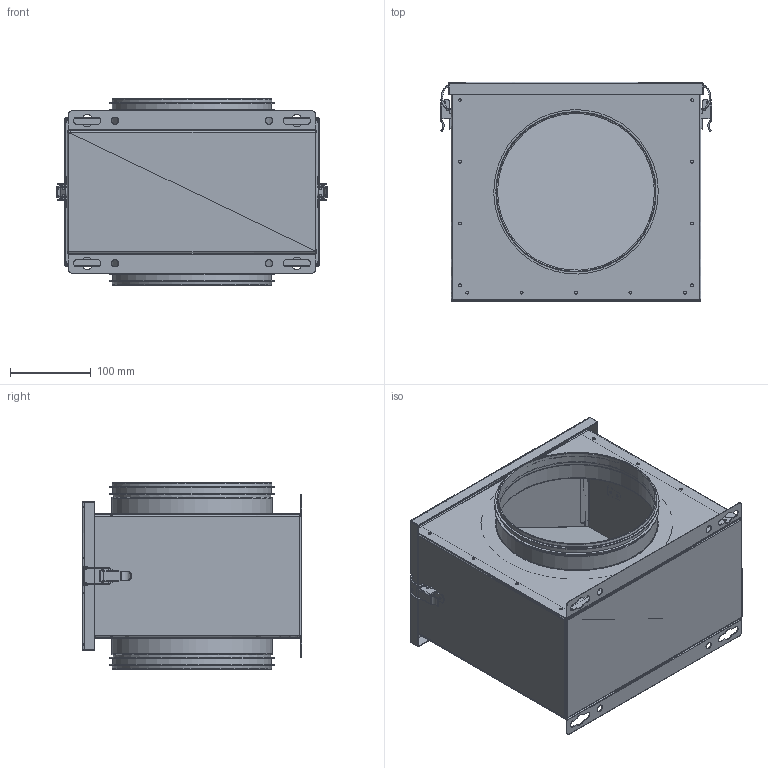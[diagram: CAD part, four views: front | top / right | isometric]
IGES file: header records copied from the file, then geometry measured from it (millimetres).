
Global section: file name: TFE 20; native system: Autodesk Inventor 2023; preprocessor: unknown; author: matthew; date: 20240207.141632; units: millimetre
Bounding box: 336.4 x 272 x 231 mm (x, y, z)
Volume: 881084.8 mm3; surface area: 969156.8 mm2
Topology: 3 solids, 3 shells, 658 faces, 1755 edges, 1119 vertices
Faces by surface type: bspline 658
